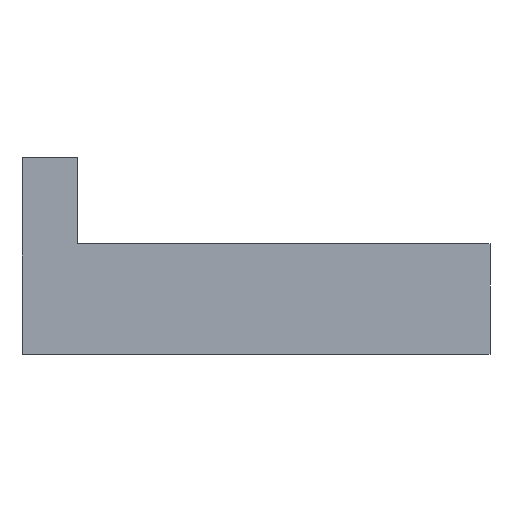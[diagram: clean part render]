
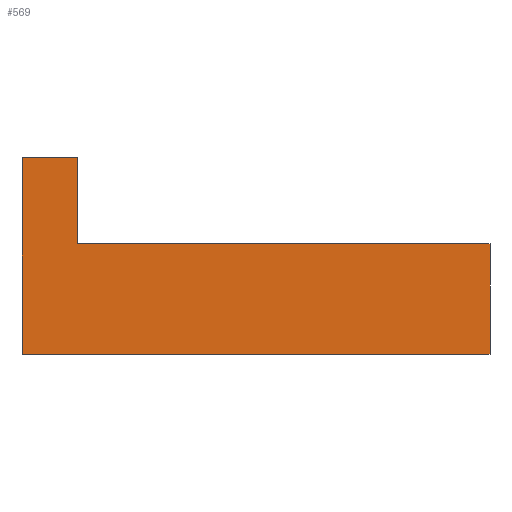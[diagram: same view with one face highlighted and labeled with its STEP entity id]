
A CAD part, left-side view. The second image highlights one B-rep face of the part: STEP entity #569.
In plain terms, the highlighted planar face has unit normal (-1, 0, 0).
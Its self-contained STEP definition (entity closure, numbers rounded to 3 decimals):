
#48=PLANE('',#643);
#79=FACE_OUTER_BOUND('',#134,.T.);
#134=EDGE_LOOP('',(#498,#499,#500,#501,#502,#503));
#149=LINE('',#864,#194);
#154=LINE('',#886,#199);
#177=LINE('',#954,#222);
#179=LINE('',#957,#224);
#180=LINE('',#959,#225);
#181=LINE('',#960,#226);
#194=VECTOR('',#702,1000.);
#199=VECTOR('',#721,10.);
#222=VECTOR('',#792,1000.);
#224=VECTOR('',#796,1000.);
#225=VECTOR('',#797,1000.);
#226=VECTOR('',#798,1000.);
#276=VERTEX_POINT('',#861);
#277=VERTEX_POINT('',#863);
#287=VERTEX_POINT('',#885);
#307=VERTEX_POINT('',#951);
#308=VERTEX_POINT('',#953);
#309=VERTEX_POINT('',#958);
#329=EDGE_CURVE('',#276,#277,#149,.T.);
#340=EDGE_CURVE('',#287,#277,#154,.T.);
#374=EDGE_CURVE('',#307,#308,#177,.T.);
#376=EDGE_CURVE('',#308,#276,#179,.T.);
#377=EDGE_CURVE('',#309,#307,#180,.T.);
#378=EDGE_CURVE('',#287,#309,#181,.T.);
#498=ORIENTED_EDGE('',*,*,#376,.F.);
#499=ORIENTED_EDGE('',*,*,#374,.F.);
#500=ORIENTED_EDGE('',*,*,#377,.F.);
#501=ORIENTED_EDGE('',*,*,#378,.F.);
#502=ORIENTED_EDGE('',*,*,#340,.T.);
#503=ORIENTED_EDGE('',*,*,#329,.F.);
#569=ADVANCED_FACE('',(#79),#48,.F.);
#643=AXIS2_PLACEMENT_3D('',#956,#794,#795);
#702=DIRECTION('',(0.,1.,0.));
#721=DIRECTION('',(0.,0.,-1.));
#792=DIRECTION('',(0.,-1.,0.));
#794=DIRECTION('center_axis',(1.,0.,0.));
#795=DIRECTION('ref_axis',(0.,1.,0.));
#796=DIRECTION('',(0.,0.,-1.));
#797=DIRECTION('',(0.,0.,-1.));
#798=DIRECTION('',(0.,-1.,0.));
#861=CARTESIAN_POINT('',(0.,-32.,-6.));
#863=CARTESIAN_POINT('',(0.,2.,-6.));
#864=CARTESIAN_POINT('',(0.,0.,-6.));
#885=CARTESIAN_POINT('',(0.,2.,8.25));
#886=CARTESIAN_POINT('',(0.,2.,0.));
#951=CARTESIAN_POINT('',(0.,-2.,2.));
#953=CARTESIAN_POINT('',(0.,-32.,2.));
#954=CARTESIAN_POINT('',(0.,0.,2.));
#956=CARTESIAN_POINT('Origin',(0.,0.,2.));
#957=CARTESIAN_POINT('',(0.,-32.,2.));
#958=CARTESIAN_POINT('',(0.,-2.,8.25));
#959=CARTESIAN_POINT('',(0.,-2.,8.25));
#960=CARTESIAN_POINT('',(0.,0.,8.25));
